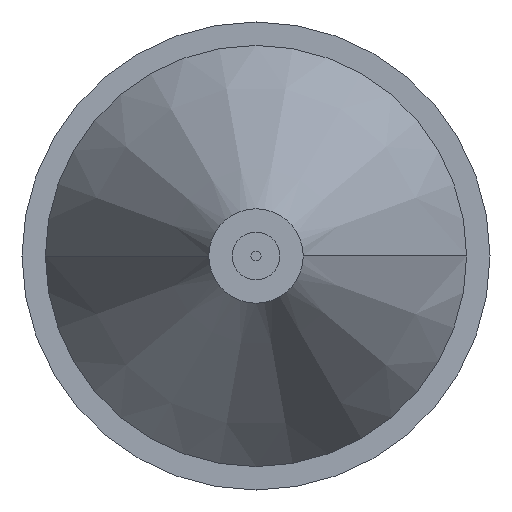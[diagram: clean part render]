
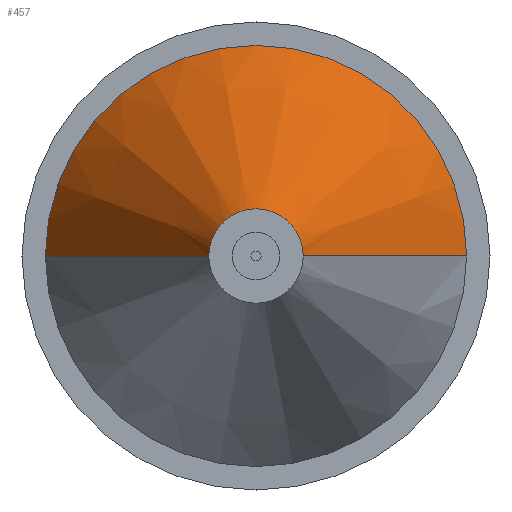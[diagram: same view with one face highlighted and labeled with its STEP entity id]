
A CAD part, front view. The second image highlights one B-rep face of the part: STEP entity #457.
In plain terms, the highlighted conical face has half-angle 26.506 degrees and reference radius 1.009 mm.
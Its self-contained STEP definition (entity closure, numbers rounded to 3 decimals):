
#24 = ORIENTED_EDGE ( 'NONE', *, *, #250, .F. ) ;
#25 = CARTESIAN_POINT ( 'NONE',  ( 1.009, -52., 0. ) ) ;
#29 = AXIS2_PLACEMENT_3D ( 'NONE', #233, #119, #423 ) ;
#35 = DIRECTION ( 'NONE',  ( -1., 0., 0. ) ) ;
#40 = AXIS2_PLACEMENT_3D ( 'NONE', #63, #187, #70 ) ;
#49 = LINE ( 'NONE', #428, #315 ) ;
#63 = CARTESIAN_POINT ( 'NONE',  ( 0., -52., 0. ) ) ;
#67 = VERTEX_POINT ( 'NONE', #193 ) ;
#70 = DIRECTION ( 'NONE',  ( -1., 0., 0. ) ) ;
#114 = DIRECTION ( 'NONE',  ( 0., 1., 0. ) ) ;
#119 = DIRECTION ( 'NONE',  ( 0., 1., 0. ) ) ;
#123 = ORIENTED_EDGE ( 'NONE', *, *, #225, .T. ) ;
#130 = AXIS2_PLACEMENT_3D ( 'NONE', #386, #114, #35 ) ;
#139 = VERTEX_POINT ( 'NONE', #25 ) ;
#177 = EDGE_CURVE ( 'NONE', #206, #210, #181, .T. ) ;
#181 = CIRCLE ( 'NONE', #130, 4.5 ) ;
#187 = DIRECTION ( 'NONE',  ( 0., 1., 0. ) ) ;
#193 = CARTESIAN_POINT ( 'NONE',  ( -1.009, -52., 0. ) ) ;
#206 = VERTEX_POINT ( 'NONE', #236 ) ;
#209 = DIRECTION ( 'NONE',  ( -0.446, 0.895, 0. ) ) ;
#210 = VERTEX_POINT ( 'NONE', #420 ) ;
#219 = ORIENTED_EDGE ( 'NONE', *, *, #483, .T. ) ;
#225 = EDGE_CURVE ( 'NONE', #67, #139, #257, .T. ) ;
#233 = CARTESIAN_POINT ( 'NONE',  ( 0., -52., 0. ) ) ;
#236 = CARTESIAN_POINT ( 'NONE',  ( -4.5, -45., 0. ) ) ;
#250 = EDGE_CURVE ( 'NONE', #67, #206, #49, .T. ) ;
#257 = CIRCLE ( 'NONE', #29, 1.009 ) ;
#285 = EDGE_LOOP ( 'NONE', ( #123, #219, #488, #24 ) ) ;
#315 = VECTOR ( 'NONE', #209, 1000. ) ;
#316 = CONICAL_SURFACE ( 'NONE', #40, 1.009, 0.463 ) ;
#329 = LINE ( 'NONE', #442, #334 ) ;
#334 = VECTOR ( 'NONE', #375, 1000. ) ;
#375 = DIRECTION ( 'NONE',  ( 0.446, 0.895, 0. ) ) ;
#386 = CARTESIAN_POINT ( 'NONE',  ( 0., -45., 0. ) ) ;
#420 = CARTESIAN_POINT ( 'NONE',  ( 4.5, -45., 0. ) ) ;
#423 = DIRECTION ( 'NONE',  ( -1., 0., 0. ) ) ;
#428 = CARTESIAN_POINT ( 'NONE',  ( -1.009, -52., 0. ) ) ;
#438 = FACE_OUTER_BOUND ( 'NONE', #285, .T. ) ;
#442 = CARTESIAN_POINT ( 'NONE',  ( 1.009, -52., 0. ) ) ;
#457 = ADVANCED_FACE ( 'NONE', ( #438 ), #316, .T. ) ;
#483 = EDGE_CURVE ( 'NONE', #139, #210, #329, .T. ) ;
#488 = ORIENTED_EDGE ( 'NONE', *, *, #177, .F. ) ;
